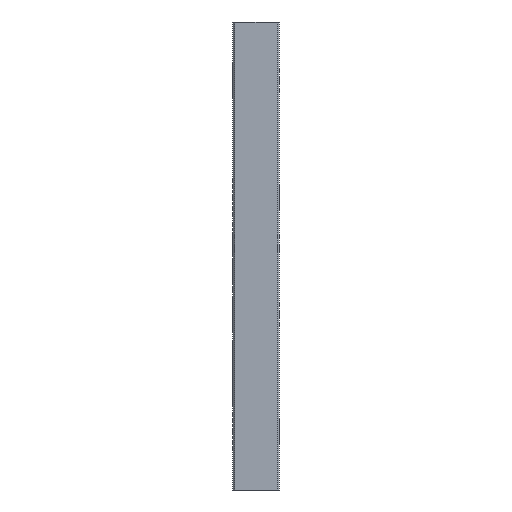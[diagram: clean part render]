
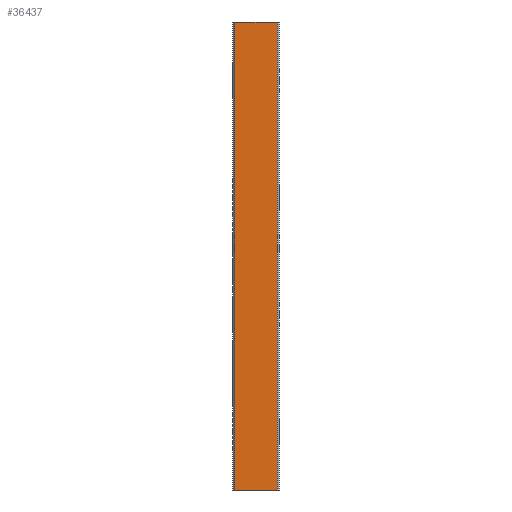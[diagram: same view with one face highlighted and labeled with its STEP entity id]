
A CAD part, front view. The second image highlights one B-rep face of the part: STEP entity #36437.
In plain terms, the highlighted planar face has unit normal (0, -1, 0).
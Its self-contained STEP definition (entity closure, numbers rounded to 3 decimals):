
#33378 = PLANE('',#33379);
#33379 = AXIS2_PLACEMENT_3D('',#33380,#33381,#33382);
#33380 = CARTESIAN_POINT('',(-0.315,-0.885,40.));
#33381 = DIRECTION('',(0.,0.,-1.));
#33382 = DIRECTION('',(-1.,0.,0.));
#33432 = PLANE('',#33433);
#33433 = AXIS2_PLACEMENT_3D('',#33434,#33435,#33436);
#33434 = CARTESIAN_POINT('',(-0.315,-0.885,0.));
#33435 = DIRECTION('',(0.,0.,-1.));
#33436 = DIRECTION('',(-1.,0.,0.));
#33747 = VERTEX_POINT('',#33748);
#33748 = CARTESIAN_POINT('',(1.8,-4.25,0.));
#33762 = PLANE('',#33763);
#33763 = AXIS2_PLACEMENT_3D('',#33764,#33765,#33766);
#33764 = CARTESIAN_POINT('',(1.8,-4.25,0.));
#33765 = DIRECTION('',(-0.707,0.707,0.));
#33766 = DIRECTION('',(0.707,0.707,0.));
#33774 = EDGE_CURVE('',#33775,#33747,#33777,.T.);
#33775 = VERTEX_POINT('',#33776);
#33776 = CARTESIAN_POINT('',(-1.8,-4.25,0.));
#33777 = SURFACE_CURVE('',#33778,(#33782,#33789),.PCURVE_S1.);
#33778 = LINE('',#33779,#33780);
#33779 = CARTESIAN_POINT('',(-1.8,-4.25,0.));
#33780 = VECTOR('',#33781,1.);
#33781 = DIRECTION('',(1.,0.,0.));
#33782 = PCURVE('',#33432,#33783);
#33783 = DEFINITIONAL_REPRESENTATION('',(#33784),#33788);
#33784 = LINE('',#33785,#33786);
#33785 = CARTESIAN_POINT('',(1.485,-3.365));
#33786 = VECTOR('',#33787,1.);
#33787 = DIRECTION('',(-1.,0.));
#33788 = ( GEOMETRIC_REPRESENTATION_CONTEXT(2) 
PARAMETRIC_REPRESENTATION_CONTEXT() REPRESENTATION_CONTEXT('2D SPACE',''
  ) );
#33789 = PCURVE('',#33790,#33795);
#33790 = PLANE('',#33791);
#33791 = AXIS2_PLACEMENT_3D('',#33792,#33793,#33794);
#33792 = CARTESIAN_POINT('',(-1.8,-4.25,0.));
#33793 = DIRECTION('',(0.,1.,0.));
#33794 = DIRECTION('',(1.,0.,0.));
#33795 = DEFINITIONAL_REPRESENTATION('',(#33796),#33800);
#33796 = LINE('',#33797,#33798);
#33797 = CARTESIAN_POINT('',(0.,0.));
#33798 = VECTOR('',#33799,1.);
#33799 = DIRECTION('',(1.,0.));
#33800 = ( GEOMETRIC_REPRESENTATION_CONTEXT(2) 
PARAMETRIC_REPRESENTATION_CONTEXT() REPRESENTATION_CONTEXT('2D SPACE',''
  ) );
#33818 = PLANE('',#33819);
#33819 = AXIS2_PLACEMENT_3D('',#33820,#33821,#33822);
#33820 = CARTESIAN_POINT('',(-2.,-4.05,0.));
#33821 = DIRECTION('',(0.707,0.707,0.));
#33822 = DIRECTION('',(0.707,-0.707,0.));
#34064 = VERTEX_POINT('',#34065);
#34065 = CARTESIAN_POINT('',(1.8,-4.25,40.));
#34086 = EDGE_CURVE('',#34087,#34064,#34089,.T.);
#34087 = VERTEX_POINT('',#34088);
#34088 = CARTESIAN_POINT('',(-1.8,-4.25,40.));
#34089 = SURFACE_CURVE('',#34090,(#34094,#34101),.PCURVE_S1.);
#34090 = LINE('',#34091,#34092);
#34091 = CARTESIAN_POINT('',(-1.8,-4.25,40.));
#34092 = VECTOR('',#34093,1.);
#34093 = DIRECTION('',(1.,0.,0.));
#34094 = PCURVE('',#33378,#34095);
#34095 = DEFINITIONAL_REPRESENTATION('',(#34096),#34100);
#34096 = LINE('',#34097,#34098);
#34097 = CARTESIAN_POINT('',(1.485,-3.365));
#34098 = VECTOR('',#34099,1.);
#34099 = DIRECTION('',(-1.,0.));
#34100 = ( GEOMETRIC_REPRESENTATION_CONTEXT(2) 
PARAMETRIC_REPRESENTATION_CONTEXT() REPRESENTATION_CONTEXT('2D SPACE',''
  ) );
#34101 = PCURVE('',#33790,#34102);
#34102 = DEFINITIONAL_REPRESENTATION('',(#34103),#34107);
#34103 = LINE('',#34104,#34105);
#34104 = CARTESIAN_POINT('',(0.,-40.));
#34105 = VECTOR('',#34106,1.);
#34106 = DIRECTION('',(1.,0.));
#34107 = ( GEOMETRIC_REPRESENTATION_CONTEXT(2) 
PARAMETRIC_REPRESENTATION_CONTEXT() REPRESENTATION_CONTEXT('2D SPACE',''
  ) );
#36249 = EDGE_CURVE('',#33775,#34087,#36250,.T.);
#36250 = SURFACE_CURVE('',#36251,(#36255,#36262),.PCURVE_S1.);
#36251 = LINE('',#36252,#36253);
#36252 = CARTESIAN_POINT('',(-1.8,-4.25,0.));
#36253 = VECTOR('',#36254,1.);
#36254 = DIRECTION('',(0.,0.,1.));
#36255 = PCURVE('',#33818,#36256);
#36256 = DEFINITIONAL_REPRESENTATION('',(#36257),#36261);
#36257 = LINE('',#36258,#36259);
#36258 = CARTESIAN_POINT('',(0.283,0.));
#36259 = VECTOR('',#36260,1.);
#36260 = DIRECTION('',(0.,-1.));
#36261 = ( GEOMETRIC_REPRESENTATION_CONTEXT(2) 
PARAMETRIC_REPRESENTATION_CONTEXT() REPRESENTATION_CONTEXT('2D SPACE',''
  ) );
#36262 = PCURVE('',#33790,#36263);
#36263 = DEFINITIONAL_REPRESENTATION('',(#36264),#36268);
#36264 = LINE('',#36265,#36266);
#36265 = CARTESIAN_POINT('',(0.,0.));
#36266 = VECTOR('',#36267,1.);
#36267 = DIRECTION('',(0.,-1.));
#36268 = ( GEOMETRIC_REPRESENTATION_CONTEXT(2) 
PARAMETRIC_REPRESENTATION_CONTEXT() REPRESENTATION_CONTEXT('2D SPACE',''
  ) );
#36437 = ADVANCED_FACE('',(#36438),#33790,.F.);
#36438 = FACE_BOUND('',#36439,.F.);
#36439 = EDGE_LOOP('',(#36440,#36441,#36442,#36463));
#36440 = ORIENTED_EDGE('',*,*,#36249,.T.);
#36441 = ORIENTED_EDGE('',*,*,#34086,.T.);
#36442 = ORIENTED_EDGE('',*,*,#36443,.F.);
#36443 = EDGE_CURVE('',#33747,#34064,#36444,.T.);
#36444 = SURFACE_CURVE('',#36445,(#36449,#36456),.PCURVE_S1.);
#36445 = LINE('',#36446,#36447);
#36446 = CARTESIAN_POINT('',(1.8,-4.25,0.));
#36447 = VECTOR('',#36448,1.);
#36448 = DIRECTION('',(0.,0.,1.));
#36449 = PCURVE('',#33790,#36450);
#36450 = DEFINITIONAL_REPRESENTATION('',(#36451),#36455);
#36451 = LINE('',#36452,#36453);
#36452 = CARTESIAN_POINT('',(3.6,0.));
#36453 = VECTOR('',#36454,1.);
#36454 = DIRECTION('',(0.,-1.));
#36455 = ( GEOMETRIC_REPRESENTATION_CONTEXT(2) 
PARAMETRIC_REPRESENTATION_CONTEXT() REPRESENTATION_CONTEXT('2D SPACE',''
  ) );
#36456 = PCURVE('',#33762,#36457);
#36457 = DEFINITIONAL_REPRESENTATION('',(#36458),#36462);
#36458 = LINE('',#36459,#36460);
#36459 = CARTESIAN_POINT('',(0.,0.));
#36460 = VECTOR('',#36461,1.);
#36461 = DIRECTION('',(0.,-1.));
#36462 = ( GEOMETRIC_REPRESENTATION_CONTEXT(2) 
PARAMETRIC_REPRESENTATION_CONTEXT() REPRESENTATION_CONTEXT('2D SPACE',''
  ) );
#36463 = ORIENTED_EDGE('',*,*,#33774,.F.);
